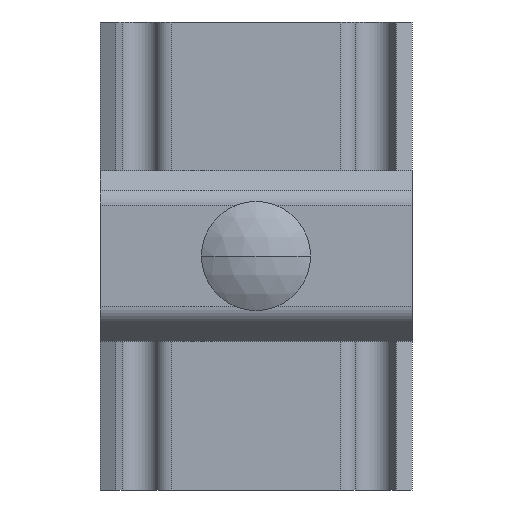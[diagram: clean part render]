
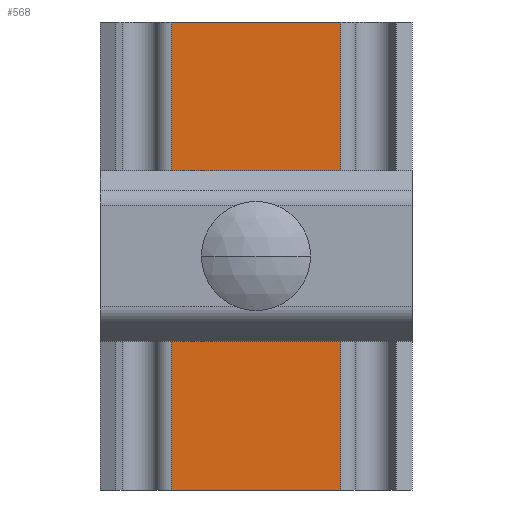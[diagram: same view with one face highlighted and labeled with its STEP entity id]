
A CAD part, front view. The second image highlights one B-rep face of the part: STEP entity #568.
In plain terms, the highlighted planar face has unit normal (0, -1, 0).
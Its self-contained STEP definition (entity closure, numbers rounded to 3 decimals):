
#14 = EDGE_CURVE ( 'NONE', #728, #400, #577, .T. ) ;
#41 = CARTESIAN_POINT ( 'NONE',  ( 10.885, -2., 60. ) ) ;
#84 = DIRECTION ( 'NONE',  ( 1., 0., 0. ) ) ;
#144 = DIRECTION ( 'NONE',  ( 1., 0., 0. ) ) ;
#160 = CARTESIAN_POINT ( 'NONE',  ( 10.885, -2., 0. ) ) ;
#229 = VERTEX_POINT ( 'NONE', #160 ) ;
#233 = VERTEX_POINT ( 'NONE', #678 ) ;
#244 = CIRCLE ( 'NONE', #470, 3.75 ) ;
#279 = VERTEX_POINT ( 'NONE', #1920 ) ;
#297 = EDGE_CURVE ( 'NONE', #279, #229, #1683, .T. ) ;
#343 = DIRECTION ( 'NONE',  ( 0., -1., 0. ) ) ;
#361 = AXIS2_PLACEMENT_3D ( 'NONE', #1568, #931, #617 ) ;
#399 = VECTOR ( 'NONE', #1043, 1000. ) ;
#400 = VERTEX_POINT ( 'NONE', #1125 ) ;
#416 = LINE ( 'NONE', #1537, #421 ) ;
#421 = VECTOR ( 'NONE', #144, 1000. ) ;
#470 = AXIS2_PLACEMENT_3D ( 'NONE', #2096, #343, #513 ) ;
#513 = DIRECTION ( 'NONE',  ( -1., 0., 0. ) ) ;
#568 = ADVANCED_FACE ( 'NONE', ( #1177, #1156 ), #1025, .F. ) ;
#572 = VECTOR ( 'NONE', #84, 1000. ) ;
#577 = LINE ( 'NONE', #2042, #399 ) ;
#603 = LINE ( 'NONE', #2124, #572 ) ;
#617 = DIRECTION ( 'NONE',  ( -1., 0., 0. ) ) ;
#667 = EDGE_LOOP ( 'NONE', ( #934, #1742, #1720, #669 ) ) ;
#669 = ORIENTED_EDGE ( 'NONE', *, *, #14, .T. ) ;
#678 = CARTESIAN_POINT ( 'NONE',  ( 3.75, -2., 30. ) ) ;
#710 = AXIS2_PLACEMENT_3D ( 'NONE', #823, #1731, #1220 ) ;
#728 = VERTEX_POINT ( 'NONE', #2136 ) ;
#823 = CARTESIAN_POINT ( 'NONE',  ( 0., -2., 30. ) ) ;
#883 = DIRECTION ( 'NONE',  ( 0., 0., -1. ) ) ;
#931 = DIRECTION ( 'NONE',  ( 0., 1., 0. ) ) ;
#934 = ORIENTED_EDGE ( 'NONE', *, *, #1413, .T. ) ;
#984 = ORIENTED_EDGE ( 'NONE', *, *, #1633, .F. ) ;
#1024 = CARTESIAN_POINT ( 'NONE',  ( -3.75, -2., 30. ) ) ;
#1025 = PLANE ( 'NONE',  #361 ) ;
#1043 = DIRECTION ( 'NONE',  ( 0., 0., -1. ) ) ;
#1125 = CARTESIAN_POINT ( 'NONE',  ( -10.885, -2., 0. ) ) ;
#1156 = FACE_OUTER_BOUND ( 'NONE', #667, .T. ) ;
#1177 = FACE_BOUND ( 'NONE', #1788, .T. ) ;
#1220 = DIRECTION ( 'NONE',  ( -1., 0., 0. ) ) ;
#1413 = EDGE_CURVE ( 'NONE', #400, #229, #603, .T. ) ;
#1524 = EDGE_CURVE ( 'NONE', #1638, #233, #244, .T. ) ;
#1537 = CARTESIAN_POINT ( 'NONE',  ( 10.885, -2., 60. ) ) ;
#1568 = CARTESIAN_POINT ( 'NONE',  ( 10.885, -2., 60. ) ) ;
#1633 = EDGE_CURVE ( 'NONE', #233, #1638, #1729, .T. ) ;
#1638 = VERTEX_POINT ( 'NONE', #1024 ) ;
#1657 = VECTOR ( 'NONE', #883, 1000. ) ;
#1663 = ORIENTED_EDGE ( 'NONE', *, *, #1524, .F. ) ;
#1683 = LINE ( 'NONE', #41, #1657 ) ;
#1720 = ORIENTED_EDGE ( 'NONE', *, *, #2059, .F. ) ;
#1729 = CIRCLE ( 'NONE', #710, 3.75 ) ;
#1731 = DIRECTION ( 'NONE',  ( 0., -1., 0. ) ) ;
#1742 = ORIENTED_EDGE ( 'NONE', *, *, #297, .F. ) ;
#1788 = EDGE_LOOP ( 'NONE', ( #1663, #984 ) ) ;
#1920 = CARTESIAN_POINT ( 'NONE',  ( 10.885, -2., 60. ) ) ;
#2042 = CARTESIAN_POINT ( 'NONE',  ( -10.885, -2., 60. ) ) ;
#2059 = EDGE_CURVE ( 'NONE', #728, #279, #416, .T. ) ;
#2096 = CARTESIAN_POINT ( 'NONE',  ( 0., -2., 30. ) ) ;
#2124 = CARTESIAN_POINT ( 'NONE',  ( 10.885, -2., 0. ) ) ;
#2136 = CARTESIAN_POINT ( 'NONE',  ( -10.885, -2., 60. ) ) ;
